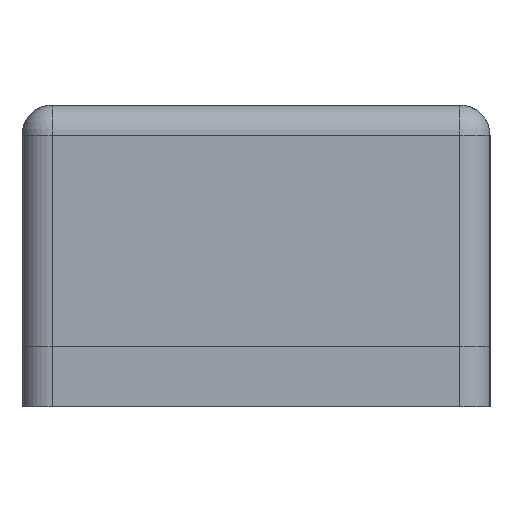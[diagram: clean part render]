
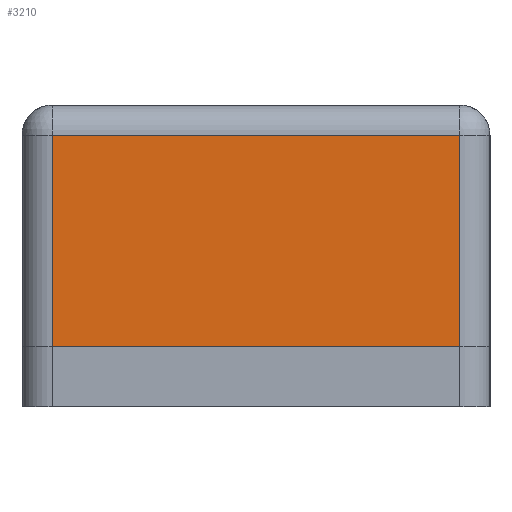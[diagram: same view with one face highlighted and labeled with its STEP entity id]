
A CAD part, left-side view. The second image highlights one B-rep face of the part: STEP entity #3210.
In plain terms, the highlighted planar face has unit normal (-1, 0, 0).
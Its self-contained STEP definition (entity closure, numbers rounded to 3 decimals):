
#1562 = CYLINDRICAL_SURFACE('',#1563,1.);
#1563 = AXIS2_PLACEMENT_3D('',#1564,#1565,#1566);
#1564 = CARTESIAN_POINT('',(-63.5,14.5,2.));
#1565 = DIRECTION('',(0.,0.,1.));
#1566 = DIRECTION('',(0.,1.,0.));
#1602 = VERTEX_POINT('',#1603);
#1603 = CARTESIAN_POINT('',(-64.5,14.5,2.));
#1617 = PLANE('',#1618);
#1618 = AXIS2_PLACEMENT_3D('',#1619,#1620,#1621);
#1619 = CARTESIAN_POINT('',(-64.5,15.5,0.));
#1620 = DIRECTION('',(1.,0.,0.));
#1621 = DIRECTION('',(0.,-1.,0.));
#1985 = CYLINDRICAL_SURFACE('',#1986,1.);
#1986 = AXIS2_PLACEMENT_3D('',#1987,#1988,#1989);
#1987 = CARTESIAN_POINT('',(-63.5,1.,2.));
#1988 = DIRECTION('',(0.,0.,1.));
#1989 = DIRECTION('',(0.,-1.,0.));
#2233 = VERTEX_POINT('',#2234);
#2234 = CARTESIAN_POINT('',(-64.5,1.,2.));
#2706 = EDGE_CURVE('',#1602,#2707,#2709,.T.);
#2707 = VERTEX_POINT('',#2708);
#2708 = CARTESIAN_POINT('',(-64.5,14.5,9.));
#2709 = SURFACE_CURVE('',#2710,(#2714,#2721),.PCURVE_S1.);
#2710 = LINE('',#2711,#2712);
#2711 = CARTESIAN_POINT('',(-64.5,14.5,2.));
#2712 = VECTOR('',#2713,1.);
#2713 = DIRECTION('',(0.,0.,1.));
#2714 = PCURVE('',#1562,#2715);
#2715 = DEFINITIONAL_REPRESENTATION('',(#2716),#2720);
#2716 = LINE('',#2717,#2718);
#2717 = CARTESIAN_POINT('',(1.571,0.));
#2718 = VECTOR('',#2719,1.);
#2719 = DIRECTION('',(0.,1.));
#2720 = ( GEOMETRIC_REPRESENTATION_CONTEXT(2) 
PARAMETRIC_REPRESENTATION_CONTEXT() REPRESENTATION_CONTEXT('2D SPACE',''
  ) );
#2721 = PCURVE('',#2722,#2727);
#2722 = PLANE('',#2723);
#2723 = AXIS2_PLACEMENT_3D('',#2724,#2725,#2726);
#2724 = CARTESIAN_POINT('',(-64.5,15.5,2.));
#2725 = DIRECTION('',(1.,0.,0.));
#2726 = DIRECTION('',(0.,-1.,0.));
#2727 = DEFINITIONAL_REPRESENTATION('',(#2728),#2732);
#2728 = LINE('',#2729,#2730);
#2729 = CARTESIAN_POINT('',(1.,0.));
#2730 = VECTOR('',#2731,1.);
#2731 = DIRECTION('',(0.,-1.));
#2732 = ( GEOMETRIC_REPRESENTATION_CONTEXT(2) 
PARAMETRIC_REPRESENTATION_CONTEXT() REPRESENTATION_CONTEXT('2D SPACE',''
  ) );
#2761 = EDGE_CURVE('',#1602,#2233,#2762,.T.);
#2762 = SURFACE_CURVE('',#2763,(#2767,#2774),.PCURVE_S1.);
#2763 = LINE('',#2764,#2765);
#2764 = CARTESIAN_POINT('',(-64.5,15.5,2.));
#2765 = VECTOR('',#2766,1.);
#2766 = DIRECTION('',(0.,-1.,0.));
#2767 = PCURVE('',#1617,#2768);
#2768 = DEFINITIONAL_REPRESENTATION('',(#2769),#2773);
#2769 = LINE('',#2770,#2771);
#2770 = CARTESIAN_POINT('',(0.,-2.));
#2771 = VECTOR('',#2772,1.);
#2772 = DIRECTION('',(1.,0.));
#2773 = ( GEOMETRIC_REPRESENTATION_CONTEXT(2) 
PARAMETRIC_REPRESENTATION_CONTEXT() REPRESENTATION_CONTEXT('2D SPACE',''
  ) );
#2774 = PCURVE('',#2722,#2775);
#2775 = DEFINITIONAL_REPRESENTATION('',(#2776),#2780);
#2776 = LINE('',#2777,#2778);
#2777 = CARTESIAN_POINT('',(0.,0.));
#2778 = VECTOR('',#2779,1.);
#2779 = DIRECTION('',(1.,0.));
#2780 = ( GEOMETRIC_REPRESENTATION_CONTEXT(2) 
PARAMETRIC_REPRESENTATION_CONTEXT() REPRESENTATION_CONTEXT('2D SPACE',''
  ) );
#2896 = EDGE_CURVE('',#2233,#2897,#2899,.T.);
#2897 = VERTEX_POINT('',#2898);
#2898 = CARTESIAN_POINT('',(-64.5,1.,9.));
#2899 = SURFACE_CURVE('',#2900,(#2904,#2911),.PCURVE_S1.);
#2900 = LINE('',#2901,#2902);
#2901 = CARTESIAN_POINT('',(-64.5,1.,2.));
#2902 = VECTOR('',#2903,1.);
#2903 = DIRECTION('',(0.,0.,1.));
#2904 = PCURVE('',#1985,#2905);
#2905 = DEFINITIONAL_REPRESENTATION('',(#2906),#2910);
#2906 = LINE('',#2907,#2908);
#2907 = CARTESIAN_POINT('',(-1.571,0.));
#2908 = VECTOR('',#2909,1.);
#2909 = DIRECTION('',(-0.,1.));
#2910 = ( GEOMETRIC_REPRESENTATION_CONTEXT(2) 
PARAMETRIC_REPRESENTATION_CONTEXT() REPRESENTATION_CONTEXT('2D SPACE',''
  ) );
#2911 = PCURVE('',#2722,#2912);
#2912 = DEFINITIONAL_REPRESENTATION('',(#2913),#2917);
#2913 = LINE('',#2914,#2915);
#2914 = CARTESIAN_POINT('',(14.5,0.));
#2915 = VECTOR('',#2916,1.);
#2916 = DIRECTION('',(0.,-1.));
#2917 = ( GEOMETRIC_REPRESENTATION_CONTEXT(2) 
PARAMETRIC_REPRESENTATION_CONTEXT() REPRESENTATION_CONTEXT('2D SPACE',''
  ) );
#3142 = CYLINDRICAL_SURFACE('',#3143,1.);
#3143 = AXIS2_PLACEMENT_3D('',#3144,#3145,#3146);
#3144 = CARTESIAN_POINT('',(-63.5,14.5,9.));
#3145 = DIRECTION('',(0.,-1.,0.));
#3146 = DIRECTION('',(-1.,0.,0.));
#3210 = ADVANCED_FACE('',(#3211),#2722,.F.);
#3211 = FACE_BOUND('',#3212,.F.);
#3212 = EDGE_LOOP('',(#3213,#3214,#3235,#3236));
#3213 = ORIENTED_EDGE('',*,*,#2706,.T.);
#3214 = ORIENTED_EDGE('',*,*,#3215,.T.);
#3215 = EDGE_CURVE('',#2707,#2897,#3216,.T.);
#3216 = SURFACE_CURVE('',#3217,(#3221,#3228),.PCURVE_S1.);
#3217 = LINE('',#3218,#3219);
#3218 = CARTESIAN_POINT('',(-64.5,14.5,9.));
#3219 = VECTOR('',#3220,1.);
#3220 = DIRECTION('',(0.,-1.,0.));
#3221 = PCURVE('',#2722,#3222);
#3222 = DEFINITIONAL_REPRESENTATION('',(#3223),#3227);
#3223 = LINE('',#3224,#3225);
#3224 = CARTESIAN_POINT('',(1.,-7.));
#3225 = VECTOR('',#3226,1.);
#3226 = DIRECTION('',(1.,0.));
#3227 = ( GEOMETRIC_REPRESENTATION_CONTEXT(2) 
PARAMETRIC_REPRESENTATION_CONTEXT() REPRESENTATION_CONTEXT('2D SPACE',''
  ) );
#3228 = PCURVE('',#3142,#3229);
#3229 = DEFINITIONAL_REPRESENTATION('',(#3230),#3234);
#3230 = LINE('',#3231,#3232);
#3231 = CARTESIAN_POINT('',(-0.,0.));
#3232 = VECTOR('',#3233,1.);
#3233 = DIRECTION('',(-0.,1.));
#3234 = ( GEOMETRIC_REPRESENTATION_CONTEXT(2) 
PARAMETRIC_REPRESENTATION_CONTEXT() REPRESENTATION_CONTEXT('2D SPACE',''
  ) );
#3235 = ORIENTED_EDGE('',*,*,#2896,.F.);
#3236 = ORIENTED_EDGE('',*,*,#2761,.F.);
